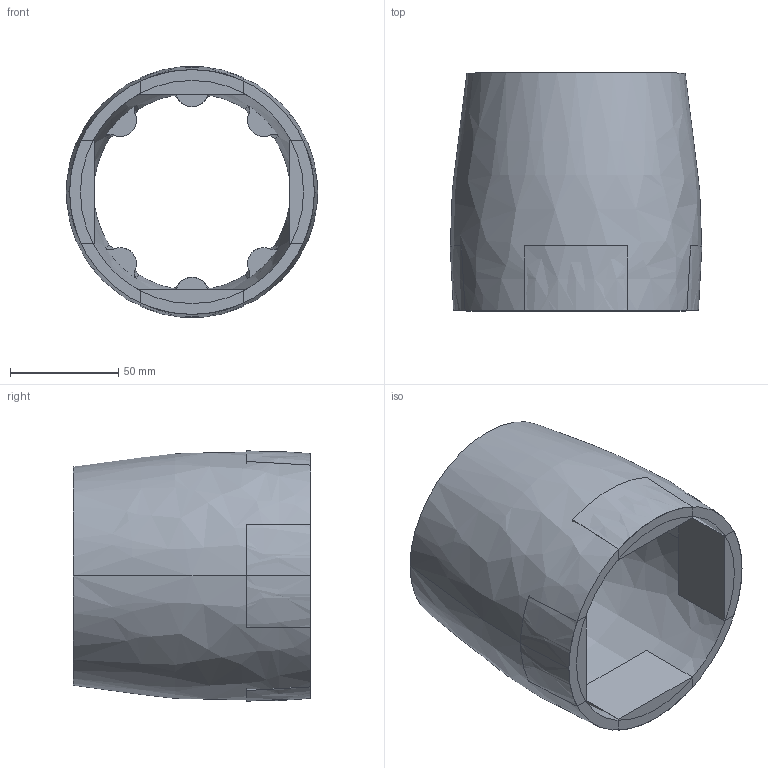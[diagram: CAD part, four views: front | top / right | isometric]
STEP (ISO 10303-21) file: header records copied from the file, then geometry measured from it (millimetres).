
FILE_DESCRIPTION (( 'STEP AP214' ), '1' );
FILE_NAME ('arm_to_waist.STEP', '2024-12-17T17:47:32', ( '' ), ( '' ), 'SwSTEP 2.0', 'SolidWorks 2024', '' );
FILE_SCHEMA (( 'AUTOMOTIVE_DESIGN' ));
Length unit declared in the file: millimetre
Products named in the file (1): arm_to_waist
Bounding box: 116.3 x 110 x 115.9 mm (x, y, z)
Volume: 254335.2 mm3; surface area: 96774.1 mm2
Topology: 5 solids, 5 shells, 99 faces, 249 edges, 166 vertices
Faces by surface type: plane 70, bspline 20, cylinder 9
Entity records: 3680 total; most frequent: CARTESIAN_POINT 1383, ORIENTED_EDGE 498, DIRECTION 395, EDGE_CURVE 249, VERTEX_POINT 166, VECTOR 143, LINE 143, AXIS2_PLACEMENT_3D 126
